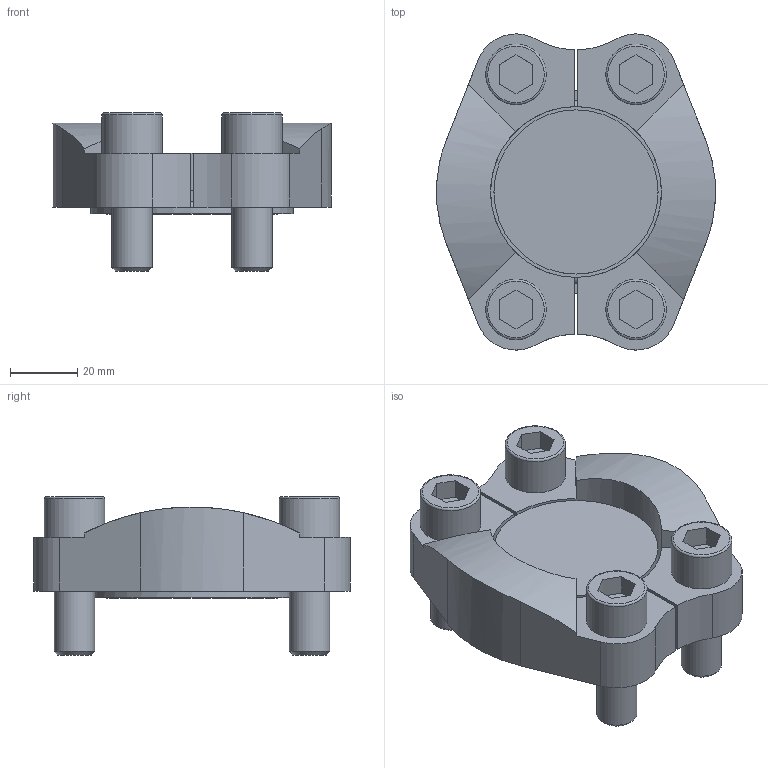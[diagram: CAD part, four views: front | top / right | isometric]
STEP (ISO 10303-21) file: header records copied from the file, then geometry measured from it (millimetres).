
FILE_DESCRIPTION(/* description */ ('STEP AP203'),/* implementation_level */ '2;1');
FILE_NAME(/* name */ 'SAE Blind Flange AFAB 38-3-01',/* time_stamp */ '2023-07-21T09:03:36+02:00',/* author */ ('License CC BY-ND 4.0'),/* organization */ ('CADENAS'),/* preprocessor_version */ 'ST-DEVELOPER v19.3',/* originating_system */ 'PARTsolutions',/* authorisation */ ' ');
FILE_SCHEMA (('CONFIG_CONTROL_DESIGN'));
Length unit declared in the file: millimetre
Products named in the file (1): SAE Blindflansch AFAB 38-3-01
Bounding box: 82.86 x 94 x 47 mm (x, y, z)
Volume: 134870 mm3; surface area: 36840.5 mm2
Topology: 1 solids, 2 shells, 110 faces, 250 edges, 161 vertices
Faces by surface type: plane 65, cylinder 33, torus 8, cone 4
Full cylindrical faces by diameter (mm): 12 x4, 13 x4, 18 x4, 47.22 x2, 48.8 x1, 54.28 x1, 60.3 x1
Entity records: 2991 total; most frequent: CARTESIAN_POINT 544, DIRECTION 518, ORIENTED_EDGE 440, EDGE_CURVE 220, AXIS2_PLACEMENT_3D 195, VERTEX_POINT 158, EDGE_LOOP 156, FACE_BOUND 156
